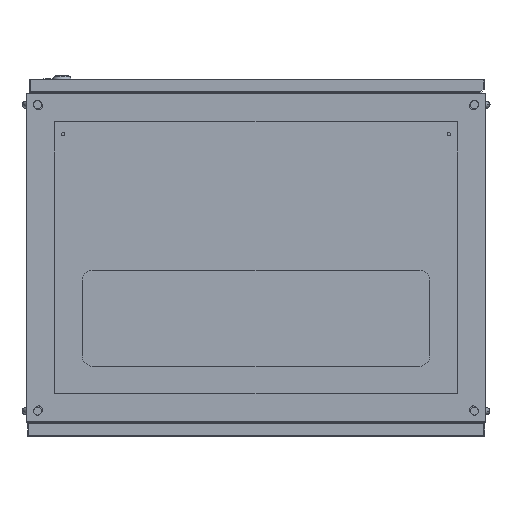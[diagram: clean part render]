
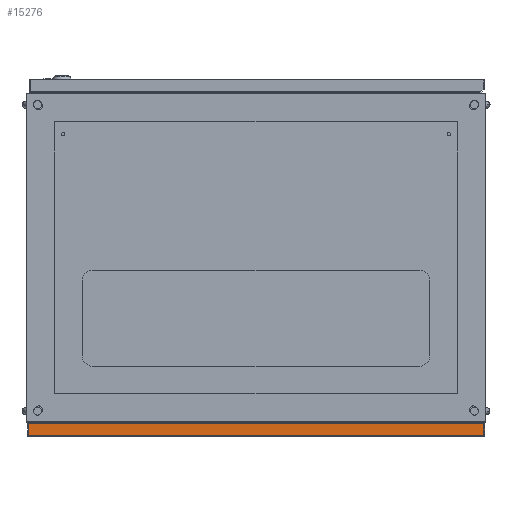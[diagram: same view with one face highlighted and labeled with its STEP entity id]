
A CAD part, front view. The second image highlights one B-rep face of the part: STEP entity #15276.
In plain terms, the highlighted planar face has unit normal (0, -1, 0).
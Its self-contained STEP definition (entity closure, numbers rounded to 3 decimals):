
#4959 = LINE ( 'NONE', #77524, #42997 ) ;
#10317 = ORIENTED_EDGE ( 'NONE', *, *, #26388, .T. ) ;
#15276 = ADVANCED_FACE ( 'NONE', ( #15826 ), #51171, .T. ) ;
#15503 = VERTEX_POINT ( 'NONE', #31912 ) ;
#15826 = FACE_OUTER_BOUND ( 'NONE', #65259, .T. ) ;
#17077 = LINE ( 'NONE', #81668, #69848 ) ;
#19359 = ORIENTED_EDGE ( 'NONE', *, *, #29655, .F. ) ;
#20848 = VECTOR ( 'NONE', #30761, 1000. ) ;
#20938 = CARTESIAN_POINT ( 'NONE',  ( 397.5, -997.5, -24. ) ) ;
#22083 = CARTESIAN_POINT ( 'NONE',  ( 397.5, -997.5, 0. ) ) ;
#22629 = CARTESIAN_POINT ( 'NONE',  ( -397.5, -997.5, -1.5 ) ) ;
#23071 = LINE ( 'NONE', #45200, #20848 ) ;
#24247 = DIRECTION ( 'NONE',  ( 0., 0., 1. ) ) ;
#25358 = EDGE_CURVE ( 'NONE', #48660, #28021, #4959, .T. ) ;
#26388 = EDGE_CURVE ( 'NONE', #15503, #28021, #17077, .T. ) ;
#28021 = VERTEX_POINT ( 'NONE', #22083 ) ;
#29655 = EDGE_CURVE ( 'NONE', #53997, #48660, #23071, .T. ) ;
#29767 = DIRECTION ( 'NONE',  ( 0., 0., -1. ) ) ;
#30761 = DIRECTION ( 'NONE',  ( 0., 0., 1. ) ) ;
#31912 = CARTESIAN_POINT ( 'NONE',  ( 397.5, -997.5, -24. ) ) ;
#34421 = DIRECTION ( 'NONE',  ( 1., 0., 0. ) ) ;
#34708 = CARTESIAN_POINT ( 'NONE',  ( -397.5, -997.5, 0. ) ) ;
#42997 = VECTOR ( 'NONE', #34421, 1000. ) ;
#45200 = CARTESIAN_POINT ( 'NONE',  ( -397.5, -997.5, -1.5 ) ) ;
#48660 = VERTEX_POINT ( 'NONE', #34708 ) ;
#49039 = CARTESIAN_POINT ( 'NONE',  ( -397.5, -997.5, -24. ) ) ;
#51171 = PLANE ( 'NONE',  #74472 ) ;
#53997 = VERTEX_POINT ( 'NONE', #49039 ) ;
#65259 = EDGE_LOOP ( 'NONE', ( #83476, #19359, #87380, #10317 ) ) ;
#66611 = EDGE_CURVE ( 'NONE', #15503, #53997, #85407, .T. ) ;
#69848 = VECTOR ( 'NONE', #24247, 1000. ) ;
#71171 = DIRECTION ( 'NONE',  ( -1., 0., 0. ) ) ;
#72894 = DIRECTION ( 'NONE',  ( 0., -1., 0. ) ) ;
#74472 = AXIS2_PLACEMENT_3D ( 'NONE', #22629, #72894, #29767 ) ;
#77524 = CARTESIAN_POINT ( 'NONE',  ( -397.5, -997.5, 0. ) ) ;
#81668 = CARTESIAN_POINT ( 'NONE',  ( 397.5, -997.5, -1.5 ) ) ;
#83476 = ORIENTED_EDGE ( 'NONE', *, *, #25358, .F. ) ;
#85407 = LINE ( 'NONE', #20938, #87623 ) ;
#87380 = ORIENTED_EDGE ( 'NONE', *, *, #66611, .F. ) ;
#87623 = VECTOR ( 'NONE', #71171, 1000. ) ;
